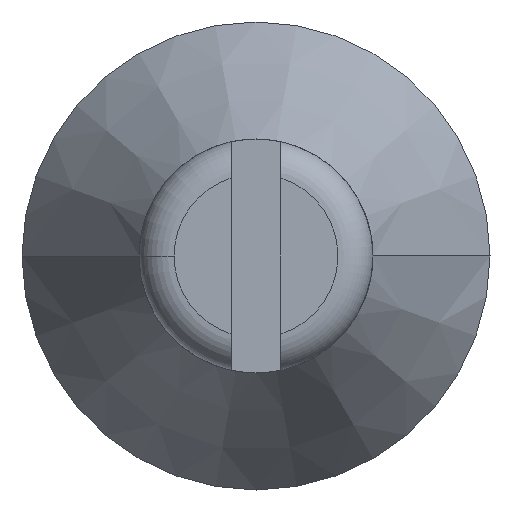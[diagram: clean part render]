
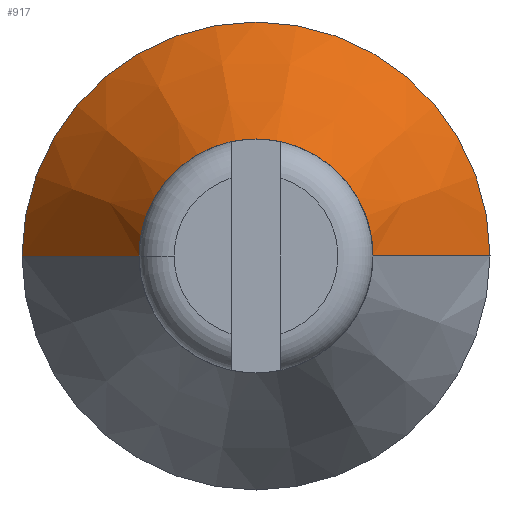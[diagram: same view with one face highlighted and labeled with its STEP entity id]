
A CAD part, left-side view. The second image highlights one B-rep face of the part: STEP entity #917.
In plain terms, the highlighted conical face has half-angle 30 degrees and reference radius 10 mm.
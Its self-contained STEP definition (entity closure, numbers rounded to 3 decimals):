
#8 = EDGE_LOOP ( 'NONE', ( #885, #887, #890, #891 ) ) ;
#176 = CONICAL_SURFACE ( 'NONE', #177, 10., 0.524 ) ;
#177 = AXIS2_PLACEMENT_3D ( 'NONE', #628, #630, #626 ) ;
#189 = VECTOR ( 'NONE', #762, 1000. ) ;
#190 = CIRCLE ( 'NONE', #192, 10. ) ;
#191 = VECTOR ( 'NONE', #769, 1000. ) ;
#192 = AXIS2_PLACEMENT_3D ( 'NONE', #759, #760, #761 ) ;
#193 = CIRCLE ( 'NONE', #194, 20. ) ;
#194 = AXIS2_PLACEMENT_3D ( 'NONE', #766, #767, #768 ) ;
#550 = CARTESIAN_POINT ( 'NONE',  ( -39.907, 10., 0. ) ) ;
#551 = CARTESIAN_POINT ( 'NONE',  ( -22.586, -20., 0. ) ) ;
#553 = CARTESIAN_POINT ( 'NONE',  ( -22.586, 20., 0. ) ) ;
#563 = CARTESIAN_POINT ( 'NONE',  ( -39.907, -10., 0. ) ) ;
#626 = DIRECTION ( 'NONE',  ( 0., 1., 0. ) ) ;
#628 = CARTESIAN_POINT ( 'NONE',  ( -39.907, 0., 0. ) ) ;
#629 = FACE_OUTER_BOUND ( 'NONE', #8, .T. ) ;
#630 = DIRECTION ( 'NONE',  ( 1., 0., 0. ) ) ;
#737 = CARTESIAN_POINT ( 'NONE',  ( -39.907, -10., 0. ) ) ;
#757 = CARTESIAN_POINT ( 'NONE',  ( -39.907, 10., 0. ) ) ;
#758 = LINE ( 'NONE', #737, #189 ) ;
#759 = CARTESIAN_POINT ( 'NONE',  ( -39.907, 0., 0. ) ) ;
#760 = DIRECTION ( 'NONE',  ( 1., 0., 0. ) ) ;
#761 = DIRECTION ( 'NONE',  ( 0., 1., 0. ) ) ;
#762 = DIRECTION ( 'NONE',  ( 0.866, -0.5, 0. ) ) ;
#765 = LINE ( 'NONE', #757, #191 ) ;
#766 = CARTESIAN_POINT ( 'NONE',  ( -22.586, 0., 0. ) ) ;
#767 = DIRECTION ( 'NONE',  ( 1., 0., 0. ) ) ;
#768 = DIRECTION ( 'NONE',  ( 0., 1., 0. ) ) ;
#769 = DIRECTION ( 'NONE',  ( 0.866, 0.5, 0. ) ) ;
#803 = VERTEX_POINT ( 'NONE', #550 ) ;
#804 = VERTEX_POINT ( 'NONE', #551 ) ;
#806 = VERTEX_POINT ( 'NONE', #553 ) ;
#816 = VERTEX_POINT ( 'NONE', #563 ) ;
#885 = ORIENTED_EDGE ( 'NONE', *, *, #935, .T. ) ;
#887 = ORIENTED_EDGE ( 'NONE', *, *, #936, .T. ) ;
#890 = ORIENTED_EDGE ( 'NONE', *, *, #937, .F. ) ;
#891 = ORIENTED_EDGE ( 'NONE', *, *, #938, .F. ) ;
#917 = ADVANCED_FACE ( 'NONE', ( #629 ), #176, .T. ) ;
#935 = EDGE_CURVE ( 'NONE', #803, #816, #190, .T. ) ;
#936 = EDGE_CURVE ( 'NONE', #816, #804, #758, .T. ) ;
#937 = EDGE_CURVE ( 'NONE', #806, #804, #193, .T. ) ;
#938 = EDGE_CURVE ( 'NONE', #803, #806, #765, .T. ) ;
